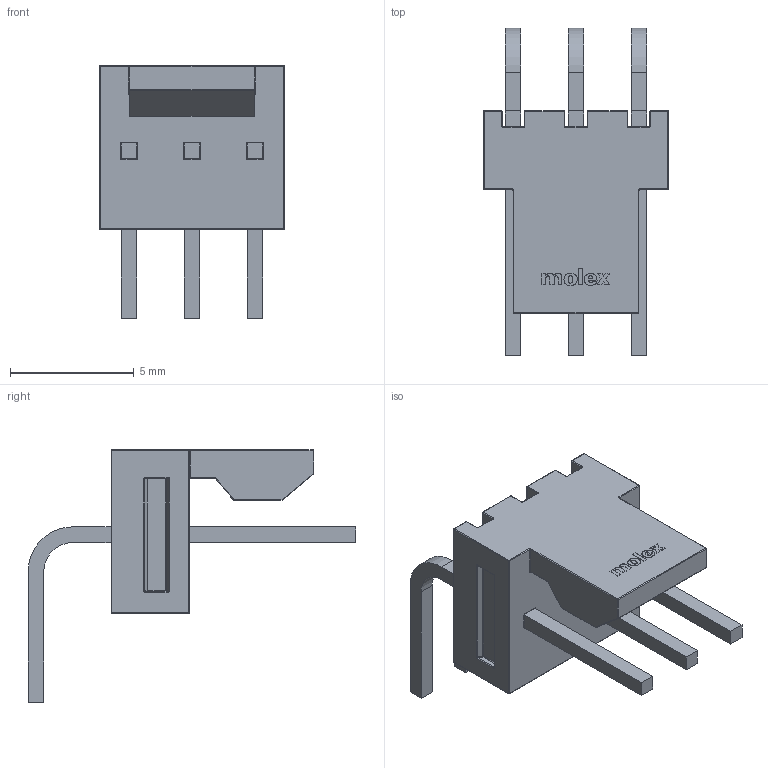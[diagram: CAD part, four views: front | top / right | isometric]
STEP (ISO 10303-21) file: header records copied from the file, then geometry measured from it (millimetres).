
FILE_DESCRIPTION(/* description */ (''),/* implementation_level */ '2;1');
FILE_NAME(/* name */ '022053031.stp',/* time_stamp */ '2021-06-28T23:07:46+02:00',/* author */ ('khaled'),/* organization */ (''),/* preprocessor_version */ 'ST-DEVELOPER v17',/* originating_system */ 'Autodesk Inventor 2019',/* authorisation */ '');
FILE_SCHEMA (('AUTOMOTIVE_DESIGN { 1 0 10303 214 3 1 1 }'));
Length unit declared in the file: inch
Products named in the file (5): 022053031; 1; 2; 3; Molex
Assembly tree (4 placements, depth 2):
  022053031
    1
    2
    3
    Molex
Bounding box: 7.47 x 13.23 x 10.18 mm (x, y, z)
Volume: 205.2 mm3; surface area: 450.7 mm2
Topology: 16 solids, 16 shells, 538 faces, 1298 edges, 794 vertices
Faces by surface type: plane 195, cylinder 135, bspline 130, torus 42, sphere 36
Entity records: 16566 total; most frequent: CARTESIAN_POINT 4287, ORIENTED_EDGE 2596, DIRECTION 2354, EDGE_CURVE 1298, AXIS2_PLACEMENT_3D 805, VERTEX_POINT 794, LINE 744, VECTOR 744
